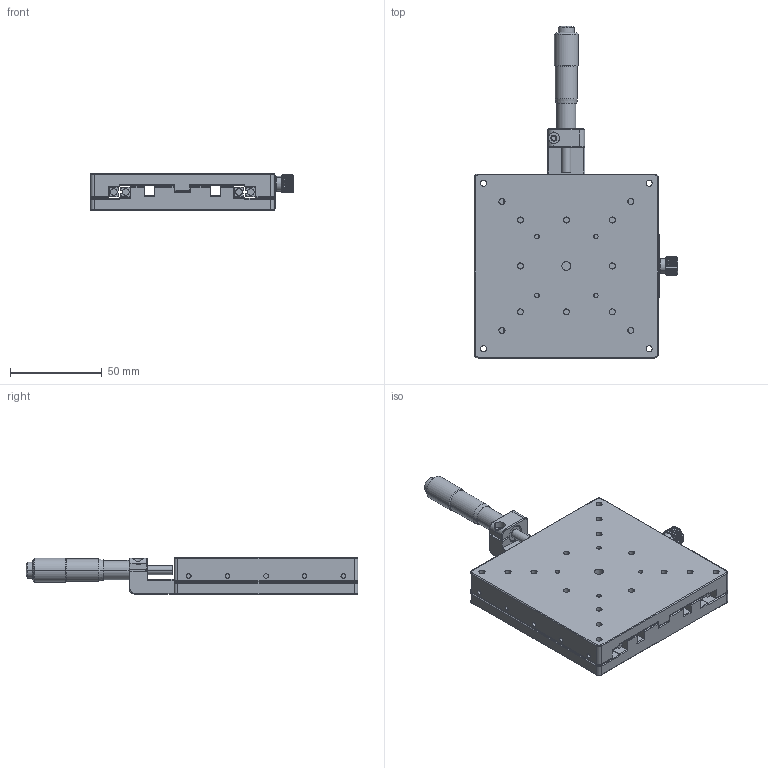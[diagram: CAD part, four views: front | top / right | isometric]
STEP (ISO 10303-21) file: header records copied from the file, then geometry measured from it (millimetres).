
FILE_DESCRIPTION (( 'STEP AP203' ), '1' );
FILE_NAME ('SPYD100ZL 忒雄弇痄怢.STEP', '2020-07-13T07:32:56', ( 'User' ), ( 'Microsoft' ), 'SwSTEP 2.0', 'SolidWorks 2018', '' );
FILE_SCHEMA (( 'CONFIG_CONTROL_DESIGN' ));
Length unit declared in the file: millimetre
Products named in the file (2): SPYD100ZL 忒雄弇痄怢
Bounding box: 110.5 x 180.5 x 20 mm (x, y, z)
Surface area: 62686.8 mm2 (no closed solid volume)
Topology: 0 solids, 28 shells, 534 faces, 1956 edges, 1407 vertices
Faces by surface type: plane 239, cylinder 221, bspline 34, torus 22, cone 16, sphere 2
Entity records: 26479 total; most frequent: CARTESIAN_POINT 9930, DIRECTION 3285, ORIENTED_EDGE 3182, EDGE_CURVE 1956, VERTEX_POINT 1407, AXIS2_PLACEMENT_3D 1139, LINE 1007, VECTOR 1007
